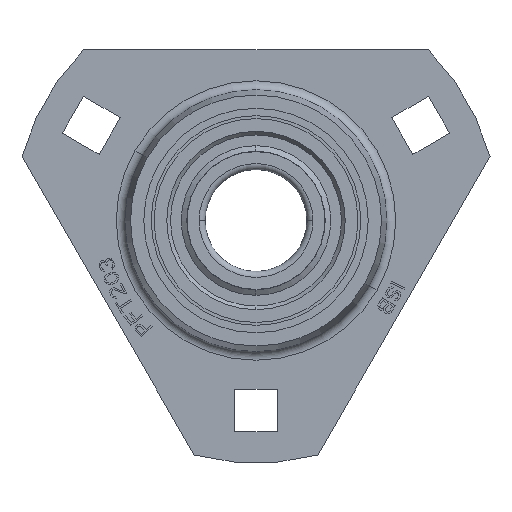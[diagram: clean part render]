
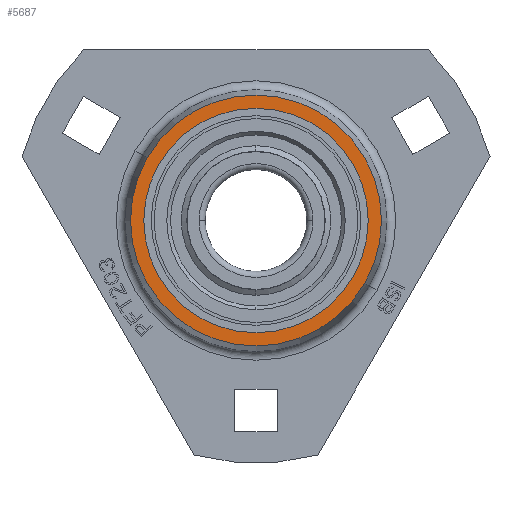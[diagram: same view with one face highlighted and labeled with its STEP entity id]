
A CAD part, front view. The second image highlights one B-rep face of the part: STEP entity #5687.
In plain terms, the highlighted face is planar.
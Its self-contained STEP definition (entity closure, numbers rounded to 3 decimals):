
#1331=CARTESIAN_POINT('',(0.,7.,0.));
#1332=DIRECTION('',(0.,1.,0.));
#1333=DIRECTION('',(0.,0.,-1.));
#1334=AXIS2_PLACEMENT_3D('',#1331,#1332,#1333);
#1346=CARTESIAN_POINT('',(0.,7.,0.));
#1347=DIRECTION('',(0.,1.,0.));
#1348=DIRECTION('',(0.,0.,1.));
#1349=AXIS2_PLACEMENT_3D('',#1346,#1347,#1348);
#1356=CARTESIAN_POINT('',(0.,7.,0.));
#1357=DIRECTION('',(0.,1.,0.));
#1358=DIRECTION('',(0.,0.,-1.));
#1359=AXIS2_PLACEMENT_3D('',#1356,#1357,#1358);
#1361=CARTESIAN_POINT('',(0.,7.,0.));
#1362=DIRECTION('',(0.,1.,0.));
#1363=DIRECTION('',(0.,0.,1.));
#1364=AXIS2_PLACEMENT_3D('',#1361,#1362,#1363);
#3596=CARTESIAN_POINT('',(0.,7.,-18.735));
#3597=CARTESIAN_POINT('',(0.,7.,18.735));
#3598=VERTEX_POINT('',#3596);
#3599=VERTEX_POINT('',#3597);
#3600=CARTESIAN_POINT('',(0.,7.,-20.952));
#3601=CARTESIAN_POINT('',(0.,7.,20.952));
#3602=VERTEX_POINT('',#3600);
#3603=VERTEX_POINT('',#3601);
#5672=CARTESIAN_POINT('',(0.,7.,0.));
#5673=DIRECTION('',(0.,-1.,0.));
#5674=DIRECTION('',(-1.,0.,0.));
#5675=AXIS2_PLACEMENT_3D('',#5672,#5673,#5674);
#5676=PLANE('',#5675);
#5677=ORIENTED_EDGE('',*,*,#5652,.F.);
#5678=ORIENTED_EDGE('',*,*,#5666,.F.);
#5679=EDGE_LOOP('',(#5677,#5678));
#5680=FACE_OUTER_BOUND('',#5679,.F.);
#5682=ORIENTED_EDGE('',*,*,#5681,.T.);
#5684=ORIENTED_EDGE('',*,*,#5683,.T.);
#5685=EDGE_LOOP('',(#5682,#5684));
#5686=FACE_BOUND('',#5685,.F.);
#5687=ADVANCED_FACE('',(#5680,#5686),#5676,.F.);
#1335=CIRCLE('',#1334,20.952);
#1350=CIRCLE('',#1349,20.952);
#1360=CIRCLE('',#1359,18.735);
#1365=CIRCLE('',#1364,18.735);
#5652=EDGE_CURVE('',#3602,#3603,#1335,.T.);
#5666=EDGE_CURVE('',#3603,#3602,#1350,.T.);
#5681=EDGE_CURVE('',#3598,#3599,#1360,.T.);
#5683=EDGE_CURVE('',#3599,#3598,#1365,.T.);
